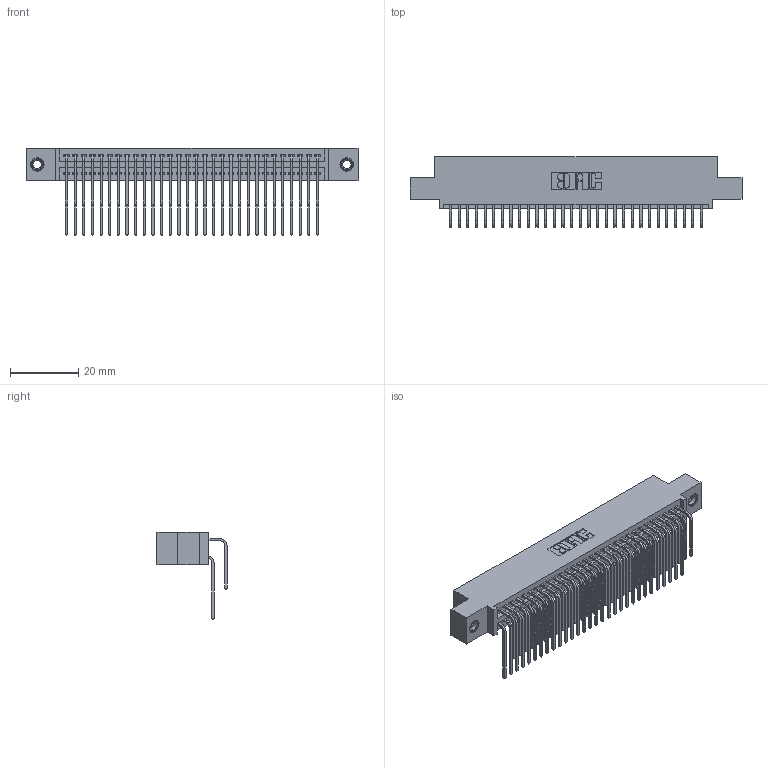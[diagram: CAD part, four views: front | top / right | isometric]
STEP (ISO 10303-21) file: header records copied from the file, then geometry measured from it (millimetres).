
FILE_DESCRIPTION (( 'STEP AP203' ), '1' );
FILE_NAME ('395-060-559-507.STEP', '2018-11-23T20:02:11', ( '' ), ( '' ), 'SwSTEP 2.0', 'SolidWorks 2016', '' );
FILE_SCHEMA (( 'CONFIG_CONTROL_DESIGN' ));
Length unit declared in the file: inch
Products named in the file (5): 345-292-001_558 559 Tail - 1; 395-060-559-507; 345 Part_0.110 Offset - 0.156 Dia-TI; 345-292-001_559 Tail - 2; 345-250-001_345-250-005-103
Assembly tree (63 placements, depth 2):
  395-060-559-507
    345 Part_0.110 Offset - 0.156 Dia-TI
    345-292-001_558 559 Tail - 1  x30
    345-292-001_559 Tail - 2  x30
    345-250-001_345-250-005-103  x2
Bounding box: 97.41 x 20.56 x 25.53 mm (x, y, z)
Volume: 9610.3 mm3; surface area: 15721.5 mm2
Topology: 63 solids, 63 shells, 3310 faces, 9789 edges, 6438 vertices
Faces by surface type: plane 2216, cylinder 1078, cone 12, torus 4
Entity records: 28124 total; most frequent: CARTESIAN_POINT 4754, ORIENTED_EDGE 4630, DIRECTION 4205, EDGE_CURVE 2315, LINE 2003, VECTOR 2003, VERTEX_POINT 1536, AXIS2_PLACEMENT_3D 1101
